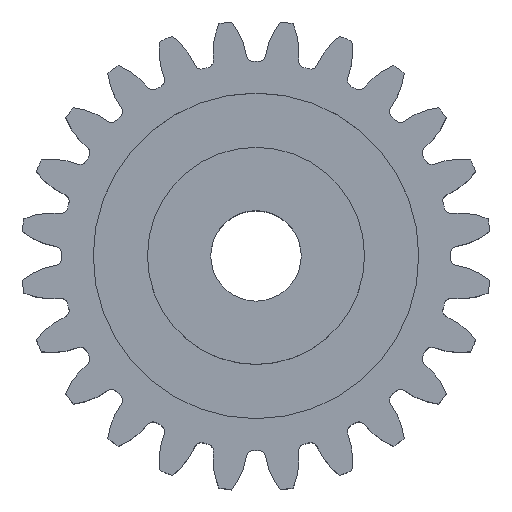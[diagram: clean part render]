
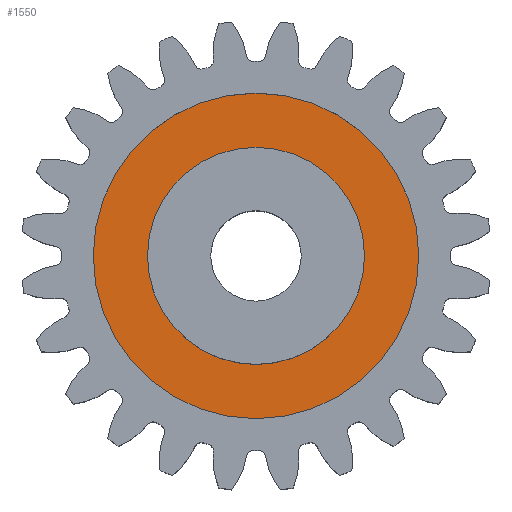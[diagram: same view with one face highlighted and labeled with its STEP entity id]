
A CAD part, top view. The second image highlights one B-rep face of the part: STEP entity #1550.
In plain terms, the highlighted planar face has unit normal (0, 0, 1).
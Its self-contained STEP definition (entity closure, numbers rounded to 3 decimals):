
#1498 = EDGE_LOOP ( 'NONE', ( #1503, #1552 ) ) ;
#1503 = ORIENTED_EDGE ( 'NONE', *, *, #5594, .T. ) ;
#1504 = EDGE_CURVE ( 'NONE', #5520, #5595, #3097, .T. ) ;
#1550 = ADVANCED_FACE ( 'NONE', ( #3220, #3233 ), #3229, .F. ) ;
#1552 = ORIENTED_EDGE ( 'NONE', *, *, #1562, .T. ) ;
#1553 = EDGE_LOOP ( 'NONE', ( #1554, #1556 ) ) ;
#1554 = ORIENTED_EDGE ( 'NONE', *, *, #1504, .F. ) ;
#1556 = ORIENTED_EDGE ( 'NONE', *, *, #5587, .F. ) ;
#1562 = EDGE_CURVE ( 'NONE', #5606, #5593, #3286, .T. ) ;
#3070 = DIRECTION ( 'NONE',  ( -1., 0., 0. ) ) ;
#3071 = DIRECTION ( 'NONE',  ( 0., 0., -1. ) ) ;
#3072 = CARTESIAN_POINT ( 'NONE',  ( 0., 0., 10.5 ) ) ;
#3074 = AXIS2_PLACEMENT_3D ( 'NONE', #3072, #3071, #3070 ) ;
#3097 = CIRCLE ( 'NONE', #3074, 18. ) ;
#3187 = DIRECTION ( 'NONE',  ( 0., 0., -1. ) ) ;
#3207 = AXIS2_PLACEMENT_3D ( 'NONE', #3237, #3187, #3298 ) ;
#3220 = FACE_BOUND ( 'NONE', #1498, .T. ) ;
#3229 = PLANE ( 'NONE',  #3207 ) ;
#3233 = FACE_OUTER_BOUND ( 'NONE', #1553, .T. ) ;
#3237 = CARTESIAN_POINT ( 'NONE',  ( 0., 0., 10.5 ) ) ;
#3281 = DIRECTION ( 'NONE',  ( -1., 0., 0. ) ) ;
#3282 = DIRECTION ( 'NONE',  ( 0., 0., -1. ) ) ;
#3284 = CARTESIAN_POINT ( 'NONE',  ( 0., 0., 10.5 ) ) ;
#3285 = AXIS2_PLACEMENT_3D ( 'NONE', #3284, #3282, #3281 ) ;
#3286 = CIRCLE ( 'NONE', #3285, 12. ) ;
#3298 = DIRECTION ( 'NONE',  ( -1., 0., 0. ) ) ;
#3865 = CARTESIAN_POINT ( 'NONE',  ( -18., 0., 10.5 ) ) ;
#4460 = CIRCLE ( 'NONE', #4471, 18. ) ;
#4463 = CIRCLE ( 'NONE', #4507, 12. ) ;
#4471 = AXIS2_PLACEMENT_3D ( 'NONE', #4515, #4514, #4513 ) ;
#4472 = CARTESIAN_POINT ( 'NONE',  ( 18., 0., 10.5 ) ) ;
#4496 = CARTESIAN_POINT ( 'NONE',  ( 12., 0., 10.5 ) ) ;
#4498 = DIRECTION ( 'NONE',  ( -1., 0., 0. ) ) ;
#4499 = DIRECTION ( 'NONE',  ( 0., 0., -1. ) ) ;
#4507 = AXIS2_PLACEMENT_3D ( 'NONE', #4516, #4499, #4498 ) ;
#4512 = CARTESIAN_POINT ( 'NONE',  ( -12., 0., 10.5 ) ) ;
#4513 = DIRECTION ( 'NONE',  ( -1., 0., 0. ) ) ;
#4514 = DIRECTION ( 'NONE',  ( 0., 0., -1. ) ) ;
#4515 = CARTESIAN_POINT ( 'NONE',  ( 0., 0., 10.5 ) ) ;
#4516 = CARTESIAN_POINT ( 'NONE',  ( 0., 0., 10.5 ) ) ;
#5520 = VERTEX_POINT ( 'NONE', #3865 ) ;
#5587 = EDGE_CURVE ( 'NONE', #5595, #5520, #4460, .T. ) ;
#5593 = VERTEX_POINT ( 'NONE', #4512 ) ;
#5594 = EDGE_CURVE ( 'NONE', #5593, #5606, #4463, .T. ) ;
#5595 = VERTEX_POINT ( 'NONE', #4472 ) ;
#5606 = VERTEX_POINT ( 'NONE', #4496 ) ;
